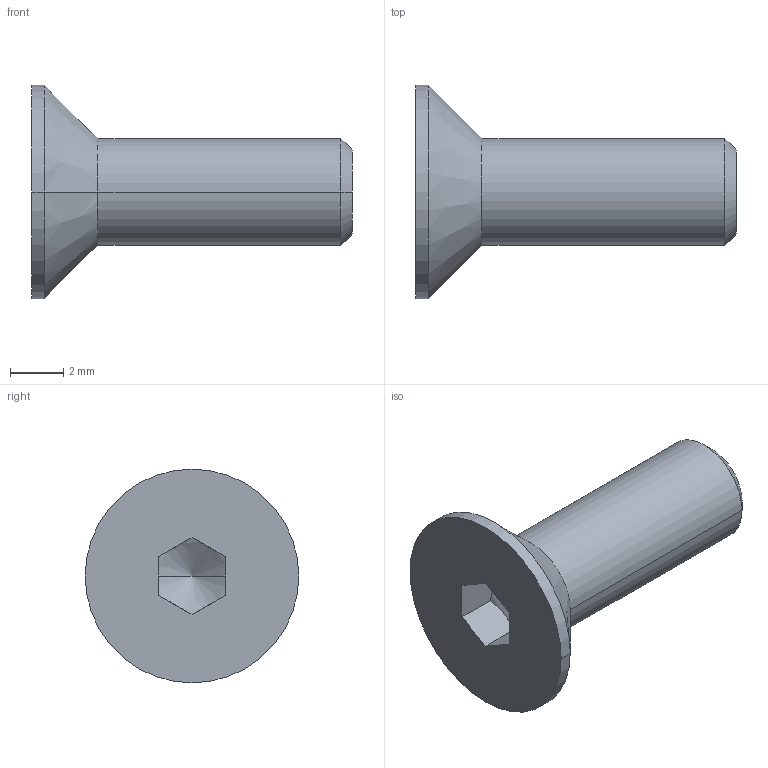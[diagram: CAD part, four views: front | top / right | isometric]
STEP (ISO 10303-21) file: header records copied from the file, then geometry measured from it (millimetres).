
FILE_DESCRIPTION (( 'STEP AP214' ), '1' );
FILE_NAME ('DIN7991-M4x12 RVS A2.ipt.STEP', '2025-02-26T10:18:29', ( '' ), ( '' ), 'SwSTEP 2.0', 'SolidWorks 2025', '' );
FILE_SCHEMA (( 'AUTOMOTIVE_DESIGN' ));
Length unit declared in the file: millimetre
Products named in the file (1): DIN7991-M4x12 RVS A2.ipt
Bounding box: 12 x 8 x 8 mm (x, y, z)
Volume: 191.4 mm3; surface area: 258.9 mm2
Topology: 1 solids, 1 shells, 18 faces, 42 edges, 25 vertices
Faces by surface type: plane 8, cone 6, cylinder 4
Entity records: 509 total; most frequent: CARTESIAN_POINT 100, DIRECTION 80, ORIENTED_EDGE 80, EDGE_CURVE 40, AXIS2_PLACEMENT_3D 29, VERTEX_POINT 25, VECTOR 22, LINE 22
